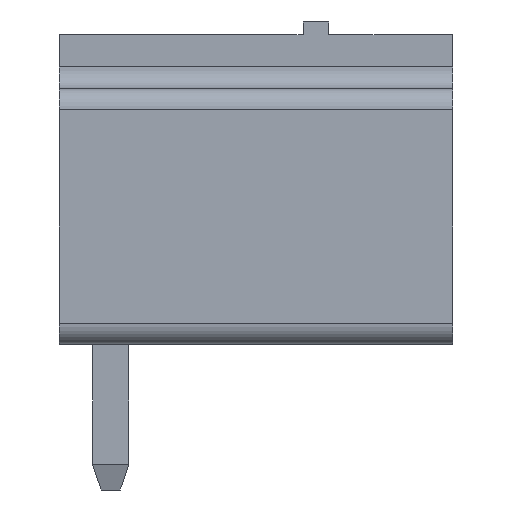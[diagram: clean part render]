
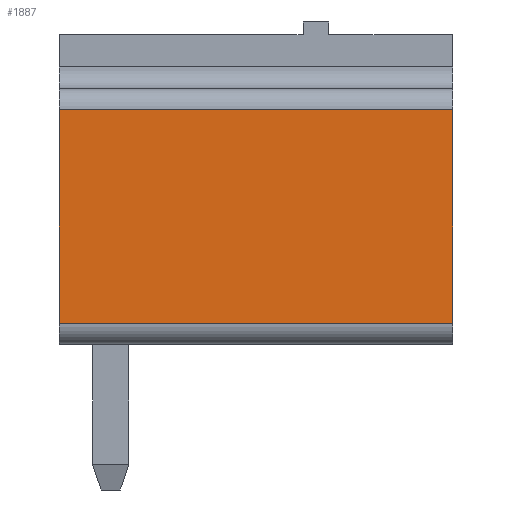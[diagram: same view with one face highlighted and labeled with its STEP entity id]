
A CAD part, left-side view. The second image highlights one B-rep face of the part: STEP entity #1887.
In plain terms, the highlighted planar face has unit normal (-1, 0, 0).
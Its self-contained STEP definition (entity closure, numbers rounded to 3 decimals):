
#32 = PLANE('',#33);
#33 = AXIS2_PLACEMENT_3D('',#34,#35,#36);
#34 = CARTESIAN_POINT('',(-7.1,1.2,0.));
#35 = DIRECTION('',(0.,1.,0.));
#36 = DIRECTION('',(-1.,0.,0.));
#57 = VERTEX_POINT('',#58);
#58 = CARTESIAN_POINT('',(-7.1,1.2,0.5));
#73 = CYLINDRICAL_SURFACE('',#74,0.5);
#74 = AXIS2_PLACEMENT_3D('',#75,#76,#77);
#75 = CARTESIAN_POINT('',(-6.6,1.2,0.5));
#76 = DIRECTION('',(0.,-1.,0.));
#77 = DIRECTION('',(0.,0.,-1.));
#85 = EDGE_CURVE('',#86,#57,#88,.T.);
#86 = VERTEX_POINT('',#87);
#87 = CARTESIAN_POINT('',(-7.1,1.2,5.5));
#88 = SURFACE_CURVE('',#89,(#93,#100),.PCURVE_S1.);
#89 = LINE('',#90,#91);
#90 = CARTESIAN_POINT('',(-7.1,1.2,6.));
#91 = VECTOR('',#92,1.);
#92 = DIRECTION('',(0.,0.,-1.));
#93 = PCURVE('',#32,#94);
#94 = DEFINITIONAL_REPRESENTATION('',(#95),#99);
#95 = LINE('',#96,#97);
#96 = CARTESIAN_POINT('',(0.,6.));
#97 = VECTOR('',#98,1.);
#98 = DIRECTION('',(0.,-1.));
#99 = ( GEOMETRIC_REPRESENTATION_CONTEXT(2)
PARAMETRIC_REPRESENTATION_CONTEXT() REPRESENTATION_CONTEXT('2D SPACE',''
) );
#100 = PCURVE('',#101,#106);
#101 = PLANE('',#102);
#102 = AXIS2_PLACEMENT_3D('',#103,#104,#105);
#103 = CARTESIAN_POINT('',(-7.1,1.2,6.));
#104 = DIRECTION('',(1.,0.,0.));
#105 = DIRECTION('',(0.,0.,-1.));
#106 = DEFINITIONAL_REPRESENTATION('',(#107),#111);
#107 = LINE('',#108,#109);
#108 = CARTESIAN_POINT('',(0.,0.));
#109 = VECTOR('',#110,1.);
#110 = DIRECTION('',(1.,0.));
#111 = ( GEOMETRIC_REPRESENTATION_CONTEXT(2)
PARAMETRIC_REPRESENTATION_CONTEXT() REPRESENTATION_CONTEXT('2D SPACE',''
) );
#134 = CYLINDRICAL_SURFACE('',#135,0.5);
#135 = AXIS2_PLACEMENT_3D('',#136,#137,#138);
#136 = CARTESIAN_POINT('',(-6.6,1.2,5.5));
#137 = DIRECTION('',(0.,-1.,0.));
#138 = DIRECTION('',(0.,0.,1.));
#479 = PLANE('',#480);
#480 = AXIS2_PLACEMENT_3D('',#481,#482,#483);
#481 = CARTESIAN_POINT('',(-7.1,-8.,0.));
#482 = DIRECTION('',(0.,1.,0.));
#483 = DIRECTION('',(-1.,0.,0.));
#1788 = EDGE_CURVE('',#57,#1789,#1791,.T.);
#1789 = VERTEX_POINT('',#1790);
#1790 = CARTESIAN_POINT('',(-7.1,-8.,0.5));
#1791 = SURFACE_CURVE('',#1792,(#1796,#1803),.PCURVE_S1.);
#1792 = LINE('',#1793,#1794);
#1793 = CARTESIAN_POINT('',(-7.1,1.2,0.5));
#1794 = VECTOR('',#1795,1.);
#1795 = DIRECTION('',(0.,-1.,0.));
#1796 = PCURVE('',#73,#1797);
#1797 = DEFINITIONAL_REPRESENTATION('',(#1798),#1802);
#1798 = LINE('',#1799,#1800);
#1799 = CARTESIAN_POINT('',(-1.571,0.));
#1800 = VECTOR('',#1801,1.);
#1801 = DIRECTION('',(0.,1.));
#1802 = ( GEOMETRIC_REPRESENTATION_CONTEXT(2)
PARAMETRIC_REPRESENTATION_CONTEXT() REPRESENTATION_CONTEXT('2D SPACE',''
) );
#1803 = PCURVE('',#101,#1804);
#1804 = DEFINITIONAL_REPRESENTATION('',(#1805),#1809);
#1805 = LINE('',#1806,#1807);
#1806 = CARTESIAN_POINT('',(5.5,0.));
#1807 = VECTOR('',#1808,1.);
#1808 = DIRECTION('',(0.,-1.));
#1809 = ( GEOMETRIC_REPRESENTATION_CONTEXT(2)
PARAMETRIC_REPRESENTATION_CONTEXT() REPRESENTATION_CONTEXT('2D SPACE',''
) );
#1887 = ADVANCED_FACE('',(#1888),#101,.F.);
#1888 = FACE_BOUND('',#1889,.F.);
#1889 = EDGE_LOOP('',(#1890,#1891,#1914,#1935));
#1890 = ORIENTED_EDGE('',*,*,#85,.F.);
#1891 = ORIENTED_EDGE('',*,*,#1892,.T.);
#1892 = EDGE_CURVE('',#86,#1893,#1895,.T.);
#1893 = VERTEX_POINT('',#1894);
#1894 = CARTESIAN_POINT('',(-7.1,-8.,5.5));
#1895 = SURFACE_CURVE('',#1896,(#1900,#1907),.PCURVE_S1.);
#1896 = LINE('',#1897,#1898);
#1897 = CARTESIAN_POINT('',(-7.1,1.2,5.5));
#1898 = VECTOR('',#1899,1.);
#1899 = DIRECTION('',(0.,-1.,0.));
#1900 = PCURVE('',#101,#1901);
#1901 = DEFINITIONAL_REPRESENTATION('',(#1902),#1906);
#1902 = LINE('',#1903,#1904);
#1903 = CARTESIAN_POINT('',(0.5,0.));
#1904 = VECTOR('',#1905,1.);
#1905 = DIRECTION('',(0.,-1.));
#1906 = ( GEOMETRIC_REPRESENTATION_CONTEXT(2)
PARAMETRIC_REPRESENTATION_CONTEXT() REPRESENTATION_CONTEXT('2D SPACE',''
) );
#1907 = PCURVE('',#134,#1908);
#1908 = DEFINITIONAL_REPRESENTATION('',(#1909),#1913);
#1909 = LINE('',#1910,#1911);
#1910 = CARTESIAN_POINT('',(1.571,0.));
#1911 = VECTOR('',#1912,1.);
#1912 = DIRECTION('',(0.,1.));
#1913 = ( GEOMETRIC_REPRESENTATION_CONTEXT(2)
PARAMETRIC_REPRESENTATION_CONTEXT() REPRESENTATION_CONTEXT('2D SPACE',''
) );
#1914 = ORIENTED_EDGE('',*,*,#1915,.T.);
#1915 = EDGE_CURVE('',#1893,#1789,#1916,.T.);
#1916 = SURFACE_CURVE('',#1917,(#1921,#1928),.PCURVE_S1.);
#1917 = LINE('',#1918,#1919);
#1918 = CARTESIAN_POINT('',(-7.1,-8.,6.));
#1919 = VECTOR('',#1920,1.);
#1920 = DIRECTION('',(0.,0.,-1.));
#1921 = PCURVE('',#101,#1922);
#1922 = DEFINITIONAL_REPRESENTATION('',(#1923),#1927);
#1923 = LINE('',#1924,#1925);
#1924 = CARTESIAN_POINT('',(0.,-9.2));
#1925 = VECTOR('',#1926,1.);
#1926 = DIRECTION('',(1.,0.));
#1927 = ( GEOMETRIC_REPRESENTATION_CONTEXT(2)
PARAMETRIC_REPRESENTATION_CONTEXT() REPRESENTATION_CONTEXT('2D SPACE',''
) );
#1928 = PCURVE('',#479,#1929);
#1929 = DEFINITIONAL_REPRESENTATION('',(#1930),#1934);
#1930 = LINE('',#1931,#1932);
#1931 = CARTESIAN_POINT('',(0.,6.));
#1932 = VECTOR('',#1933,1.);
#1933 = DIRECTION('',(0.,-1.));
#1934 = ( GEOMETRIC_REPRESENTATION_CONTEXT(2)
PARAMETRIC_REPRESENTATION_CONTEXT() REPRESENTATION_CONTEXT('2D SPACE',''
) );
#1935 = ORIENTED_EDGE('',*,*,#1788,.F.);
